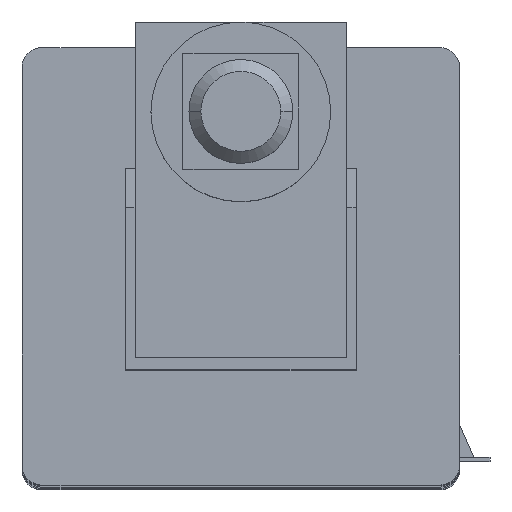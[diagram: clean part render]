
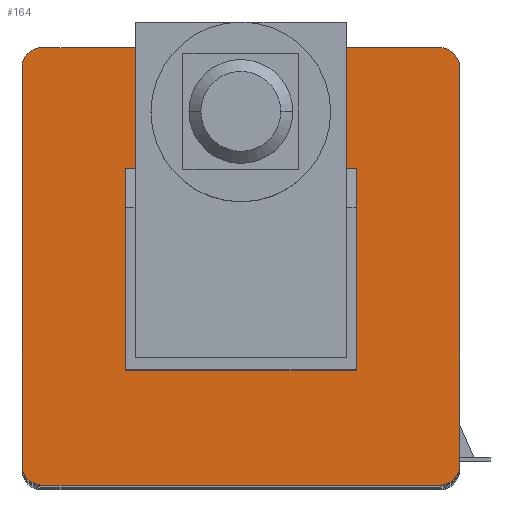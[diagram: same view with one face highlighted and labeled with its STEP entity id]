
A CAD part, top view. The second image highlights one B-rep face of the part: STEP entity #164.
In plain terms, the highlighted planar face has unit normal (0, 0, 1).
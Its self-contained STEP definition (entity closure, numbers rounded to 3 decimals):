
#46 = VECTOR ( 'NONE', #1035, 1000. ) ;
#61 = LINE ( 'NONE', #5401, #4764 ) ;
#85 = DIRECTION ( 'NONE',  ( 1., 0., 0. ) ) ;
#156 = VERTEX_POINT ( 'NONE', #4682 ) ;
#164 = ADVANCED_FACE ( 'Defeatured_0_0', ( #4001, #3879 ), #802, .T. ) ;
#226 = AXIS2_PLACEMENT_3D ( 'NONE', #4746, #4667, #5154 ) ;
#251 = CARTESIAN_POINT ( 'NONE',  ( 548., -498., 6845. ) ) ;
#317 = LINE ( 'NONE', #2461, #5323 ) ;
#419 = AXIS2_PLACEMENT_3D ( 'NONE', #3880, #3526, #1717 ) ;
#459 = AXIS2_PLACEMENT_3D ( 'NONE', #3662, #4878, #3993 ) ;
#503 = EDGE_CURVE ( 'Defeatured_0_141+Defeatured_0_0+Defeatured_0_145+Defeatured_0_146', #1587, #2762, #3326, .T. ) ;
#505 = VERTEX_POINT ( 'NONE', #5358 ) ;
#561 = ORIENTED_EDGE ( 'NONE', *, *, #3133, .T. ) ;
#568 = ORIENTED_EDGE ( 'NONE', *, *, #3000, .T. ) ;
#596 = DIRECTION ( 'NONE',  ( -1., 0., 0. ) ) ;
#637 = VERTEX_POINT ( 'NONE', #4616 ) ;
#665 = DIRECTION ( 'NONE',  ( 0., -1., 0. ) ) ;
#676 = DIRECTION ( 'NONE',  ( 0., 1., 0. ) ) ;
#707 = CARTESIAN_POINT ( 'NONE',  ( -548., 498., 6845. ) ) ;
#765 = LINE ( 'NONE', #3909, #961 ) ;
#802 = PLANE ( 'NONE',  #226 ) ;
#904 = DIRECTION ( 'NONE',  ( 0., 0., 1. ) ) ;
#961 = VECTOR ( 'NONE', #4732, 1000. ) ;
#967 = VECTOR ( 'NONE', #2717, 1000. ) ;
#1035 = DIRECTION ( 'NONE',  ( -1., 0., 0. ) ) ;
#1134 = EDGE_CURVE ( 'Defeatured_0_0+Defeatured_0_108+Defeatured_0_109+Defeatured_0_107', #4454, #637, #4736, .T. ) ;
#1196 = EDGE_LOOP ( 'NONE', ( #5053, #5274, #4904, #1845 ) ) ;
#1206 = CIRCLE ( 'NONE', #3924, 50. ) ;
#1245 = CARTESIAN_POINT ( 'NONE',  ( 498., -548., 6845. ) ) ;
#1255 = DIRECTION ( 'NONE',  ( 1., 0., 0. ) ) ;
#1265 = ORIENTED_EDGE ( 'NONE', *, *, #1400, .T. ) ;
#1400 = EDGE_CURVE ( 'Defeatured_0_0+Defeatured_0_107+Defeatured_0_108+Defeatured_0_106', #637, #2907, #4389, .T. ) ;
#1430 = EDGE_CURVE ( 'Defeatured_0_0+Defeatured_0_105+Defeatured_0_106+Defeatured_0_112', #505, #156, #1206, .T. ) ;
#1459 = CARTESIAN_POINT ( 'NONE',  ( 498., 548., 6845. ) ) ;
#1541 = ORIENTED_EDGE ( 'NONE', *, *, #2544, .T. ) ;
#1566 = VERTEX_POINT ( 'NONE', #4412 ) ;
#1587 = VERTEX_POINT ( 'NONE', #3243 ) ;
#1611 = ORIENTED_EDGE ( 'NONE', *, *, #1134, .T. ) ;
#1717 = DIRECTION ( 'NONE',  ( 1., 0., 0. ) ) ;
#1845 = ORIENTED_EDGE ( 'NONE', *, *, #2482, .F. ) ;
#1921 = VECTOR ( 'NONE', #3723, 1000. ) ;
#1951 = CARTESIAN_POINT ( 'NONE',  ( -289., -260., 6845. ) ) ;
#2001 = CARTESIAN_POINT ( 'NONE',  ( 289., 245., 6845. ) ) ;
#2075 = VERTEX_POINT ( 'NONE', #251 ) ;
#2277 = LINE ( 'NONE', #3605, #4021 ) ;
#2333 = DIRECTION ( 'NONE',  ( 0., 0., 1. ) ) ;
#2339 = CIRCLE ( 'NONE', #459, 50. ) ;
#2347 = VERTEX_POINT ( 'NONE', #5103 ) ;
#2461 = CARTESIAN_POINT ( 'NONE',  ( 548., -498., 6845. ) ) ;
#2482 = EDGE_CURVE ( 'Defeatured_0_145+Defeatured_0_0+Defeatured_0_144+Defeatured_0_141', #2347, #1587, #3435, .T. ) ;
#2544 = EDGE_CURVE ( 'Defeatured_0_0+Defeatured_0_111+Defeatured_0_112+Defeatured_0_110', #3197, #2075, #3840, .T. ) ;
#2563 = EDGE_CURVE ( 'Defeatured_0_0+Defeatured_0_144+Defeatured_0_145+Defeatured_0_146', #2347, #3594, #2277, .T. ) ;
#2568 = EDGE_CURVE ( 'Defeatured_0_0+Defeatured_0_109+Defeatured_0_110+Defeatured_0_108', #1566, #4454, #2339, .T. ) ;
#2690 = ORIENTED_EDGE ( 'NONE', *, *, #5520, .T. ) ;
#2717 = DIRECTION ( 'NONE',  ( 0., 1., 0. ) ) ;
#2762 = VERTEX_POINT ( 'NONE', #4601 ) ;
#2781 = ORIENTED_EDGE ( 'NONE', *, *, #1430, .T. ) ;
#2907 = VERTEX_POINT ( 'NONE', #707 ) ;
#3000 = EDGE_CURVE ( 'Defeatured_0_0+Defeatured_0_112+Defeatured_0_105+Defeatured_0_111', #156, #3197, #765, .T. ) ;
#3085 = CARTESIAN_POINT ( 'NONE',  ( -498., -498., 6845. ) ) ;
#3121 = EDGE_CURVE ( 'Defeatured_0_0+Defeatured_0_146+Defeatured_0_144+Defeatured_0_141', #3594, #2762, #4071, .T. ) ;
#3133 = EDGE_CURVE ( 'Defeatured_0_0+Defeatured_0_106+Defeatured_0_107+Defeatured_0_105', #2907, #505, #61, .T. ) ;
#3197 = VERTEX_POINT ( 'NONE', #1245 ) ;
#3243 = CARTESIAN_POINT ( 'NONE',  ( 289., 245., 6845. ) ) ;
#3271 = CARTESIAN_POINT ( 'NONE',  ( -289., 245., 6845. ) ) ;
#3326 = LINE ( 'NONE', #2001, #46 ) ;
#3435 = LINE ( 'NONE', #4472, #967 ) ;
#3525 = EDGE_LOOP ( 'NONE', ( #2781, #568, #1541, #2690, #5595, #1611, #1265, #561 ) ) ;
#3526 = DIRECTION ( 'NONE',  ( 0., 0., 1. ) ) ;
#3594 = VERTEX_POINT ( 'NONE', #1951 ) ;
#3605 = CARTESIAN_POINT ( 'NONE',  ( 289., -260., 6845. ) ) ;
#3662 = CARTESIAN_POINT ( 'NONE',  ( 498., 498., 6845. ) ) ;
#3723 = DIRECTION ( 'NONE',  ( 0., 1., 0. ) ) ;
#3840 = CIRCLE ( 'NONE', #5110, 50. ) ;
#3860 = CARTESIAN_POINT ( 'NONE',  ( 498., 548., 6845. ) ) ;
#3879 = FACE_BOUND ( 'NONE', #1196, .T. ) ;
#3880 = CARTESIAN_POINT ( 'NONE',  ( -498., 498., 6845. ) ) ;
#3909 = CARTESIAN_POINT ( 'NONE',  ( -498., -548., 6845. ) ) ;
#3924 = AXIS2_PLACEMENT_3D ( 'NONE', #3085, #904, #1255 ) ;
#3993 = DIRECTION ( 'NONE',  ( 1., 0., 0. ) ) ;
#4001 = FACE_OUTER_BOUND ( 'NONE', #3525, .T. ) ;
#4021 = VECTOR ( 'NONE', #596, 1000. ) ;
#4071 = LINE ( 'NONE', #3271, #1921 ) ;
#4389 = CIRCLE ( 'NONE', #419, 50. ) ;
#4412 = CARTESIAN_POINT ( 'NONE',  ( 548., 498., 6845. ) ) ;
#4454 = VERTEX_POINT ( 'NONE', #3860 ) ;
#4472 = CARTESIAN_POINT ( 'NONE',  ( 289., 245., 6845. ) ) ;
#4601 = CARTESIAN_POINT ( 'NONE',  ( -289., 245., 6845. ) ) ;
#4616 = CARTESIAN_POINT ( 'NONE',  ( -498., 548., 6845. ) ) ;
#4667 = DIRECTION ( 'NONE',  ( 0., 0., 1. ) ) ;
#4682 = CARTESIAN_POINT ( 'NONE',  ( -498., -548., 6845. ) ) ;
#4732 = DIRECTION ( 'NONE',  ( 1., 0., 0. ) ) ;
#4736 = LINE ( 'NONE', #1459, #5384 ) ;
#4746 = CARTESIAN_POINT ( 'NONE',  ( 0., 0., 6845. ) ) ;
#4764 = VECTOR ( 'NONE', #665, 1000. ) ;
#4859 = CARTESIAN_POINT ( 'NONE',  ( 498., -498., 6845. ) ) ;
#4871 = DIRECTION ( 'NONE',  ( -1., 0., 0. ) ) ;
#4878 = DIRECTION ( 'NONE',  ( 0., 0., 1. ) ) ;
#4904 = ORIENTED_EDGE ( 'NONE', *, *, #503, .F. ) ;
#5053 = ORIENTED_EDGE ( 'NONE', *, *, #2563, .T. ) ;
#5103 = CARTESIAN_POINT ( 'NONE',  ( 289., -260., 6845. ) ) ;
#5110 = AXIS2_PLACEMENT_3D ( 'NONE', #4859, #2333, #85 ) ;
#5154 = DIRECTION ( 'NONE',  ( 1., 0., 0. ) ) ;
#5274 = ORIENTED_EDGE ( 'NONE', *, *, #3121, .T. ) ;
#5323 = VECTOR ( 'NONE', #676, 1000. ) ;
#5358 = CARTESIAN_POINT ( 'NONE',  ( -548., -498., 6845. ) ) ;
#5384 = VECTOR ( 'NONE', #4871, 1000. ) ;
#5401 = CARTESIAN_POINT ( 'NONE',  ( -548., 498., 6845. ) ) ;
#5520 = EDGE_CURVE ( 'Defeatured_0_0+Defeatured_0_110+Defeatured_0_111+Defeatured_0_109', #2075, #1566, #317, .T. ) ;
#5595 = ORIENTED_EDGE ( 'NONE', *, *, #2568, .T. ) ;
